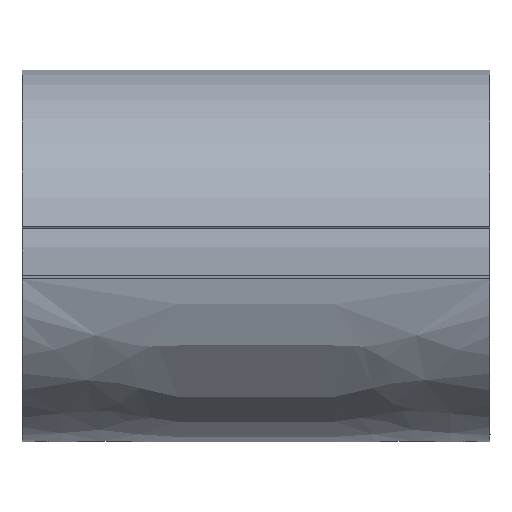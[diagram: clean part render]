
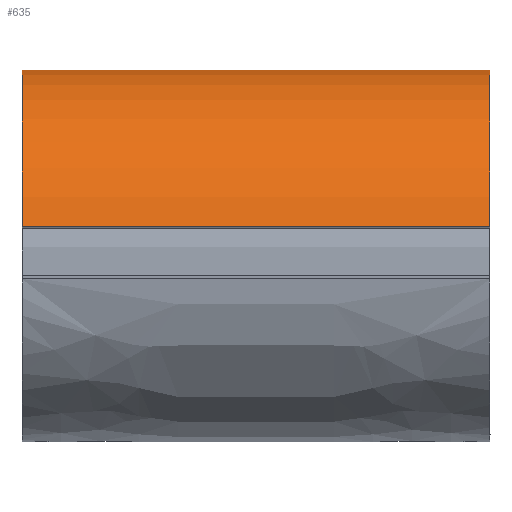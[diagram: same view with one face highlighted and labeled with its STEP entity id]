
A CAD part, top view. The second image highlights one B-rep face of the part: STEP entity #635.
In plain terms, the highlighted cylindrical face has radius 0.57 mm (diameter 1.14 mm), a partial arc.
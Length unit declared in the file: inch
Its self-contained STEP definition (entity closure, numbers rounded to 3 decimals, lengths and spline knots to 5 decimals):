
#17 = CARTESIAN_POINT ( 'NONE',  ( 0.8773, 1.26634, 0.04428 ) ) ;
#60 = CARTESIAN_POINT ( 'NONE',  ( 0.8773, 1.26214, 0.02224 ) ) ;
#69 = AXIS2_PLACEMENT_3D ( 'NONE', #522, #260, #192 ) ;
#76 = CARTESIAN_POINT ( 'NONE',  ( 0.8773, 1.26214, 0.02224 ) ) ;
#105 = DIRECTION ( 'NONE',  ( -1., 0., 0. ) ) ;
#108 = LINE ( 'NONE', #416, #294 ) ;
#134 = ORIENTED_EDGE ( 'NONE', *, *, #140, .T. ) ;
#140 = EDGE_CURVE ( 'NONE', #207, #379, #362, .T. ) ;
#163 = CARTESIAN_POINT ( 'NONE',  ( 0.93138, 1.26634, 0.04428 ) ) ;
#176 = AXIS2_PLACEMENT_3D ( 'NONE', #76, #214, #279 ) ;
#192 = DIRECTION ( 'NONE',  ( 0., 0.815, 0.58 ) ) ;
#207 = VERTEX_POINT ( 'NONE', #163 ) ;
#214 = DIRECTION ( 'NONE',  ( -1., 0., 0. ) ) ;
#217 = ORIENTED_EDGE ( 'NONE', *, *, #607, .F. ) ;
#244 = EDGE_CURVE ( 'NONE', #379, #435, #108, .T. ) ;
#260 = DIRECTION ( 'NONE',  ( -1., 0., 0. ) ) ;
#265 = DIRECTION ( 'NONE',  ( 0., -0.58, 0.815 ) ) ;
#271 = LINE ( 'NONE', #327, #471 ) ;
#279 = DIRECTION ( 'NONE',  ( 0., 0.815, 0.58 ) ) ;
#294 = VECTOR ( 'NONE', #105, 39.37008 ) ;
#317 = FACE_OUTER_BOUND ( 'NONE', #478, .T. ) ;
#327 = CARTESIAN_POINT ( 'NONE',  ( 0.8773, 1.26634, 0.04428 ) ) ;
#333 = AXIS2_PLACEMENT_3D ( 'NONE', #60, #582, #265 ) ;
#362 = CIRCLE ( 'NONE', #69, 0.02244 ) ;
#376 = DIRECTION ( 'NONE',  ( -1., 0., 0. ) ) ;
#379 = VERTEX_POINT ( 'NONE', #453 ) ;
#416 = CARTESIAN_POINT ( 'NONE',  ( 0.8773, 1.28391, 0.01679 ) ) ;
#435 = VERTEX_POINT ( 'NONE', #563 ) ;
#453 = CARTESIAN_POINT ( 'NONE',  ( 0.93138, 1.28391, 0.01679 ) ) ;
#458 = ORIENTED_EDGE ( 'NONE', *, *, #244, .T. ) ;
#471 = VECTOR ( 'NONE', #376, 39.37008 ) ;
#478 = EDGE_LOOP ( 'NONE', ( #134, #458, #217, #630 ) ) ;
#509 = EDGE_CURVE ( 'NONE', #207, #533, #271, .T. ) ;
#522 = CARTESIAN_POINT ( 'NONE',  ( 0.93138, 1.26214, 0.02224 ) ) ;
#525 = CIRCLE ( 'NONE', #176, 0.02244 ) ;
#526 = CYLINDRICAL_SURFACE ( 'NONE', #333, 0.02244 ) ;
#533 = VERTEX_POINT ( 'NONE', #17 ) ;
#563 = CARTESIAN_POINT ( 'NONE',  ( 0.8773, 1.28391, 0.01679 ) ) ;
#582 = DIRECTION ( 'NONE',  ( 1., 0., 0. ) ) ;
#607 = EDGE_CURVE ( 'NONE', #533, #435, #525, .T. ) ;
#630 = ORIENTED_EDGE ( 'NONE', *, *, #509, .F. ) ;
#635 = ADVANCED_FACE ( 'NONE', ( #317 ), #526, .T. ) ;
